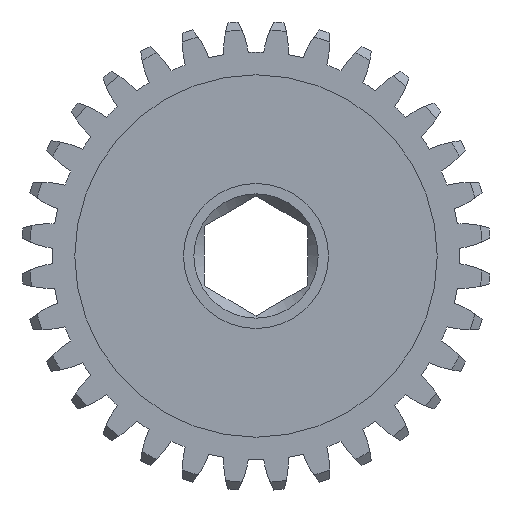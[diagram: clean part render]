
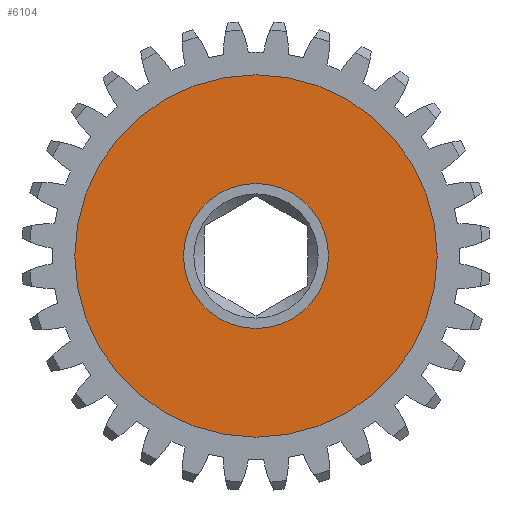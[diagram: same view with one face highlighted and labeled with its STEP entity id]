
A CAD part, left-side view. The second image highlights one B-rep face of the part: STEP entity #6104.
In plain terms, the highlighted planar face has unit normal (-1, 0, 0).
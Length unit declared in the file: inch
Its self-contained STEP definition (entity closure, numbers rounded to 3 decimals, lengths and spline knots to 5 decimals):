
#129 = VERTEX_POINT ( 'NONE', #1852 ) ;
#229 = EDGE_LOOP ( 'NONE', ( #1285, #565 ) ) ;
#427 = DIRECTION ( 'NONE',  ( 0., 0., 1. ) ) ;
#517 = CIRCLE ( 'NONE', #6298, 0.65625 ) ;
#565 = ORIENTED_EDGE ( 'NONE', *, *, #5121, .T. ) ;
#667 = EDGE_LOOP ( 'NONE', ( #2032, #5225 ) ) ;
#781 = CARTESIAN_POINT ( 'NONE',  ( 0.1375, 0., 0.65625 ) ) ;
#922 = EDGE_CURVE ( 'NONE', #129, #1827, #5351, .T. ) ;
#952 = AXIS2_PLACEMENT_3D ( 'NONE', #2356, #6978, #427 ) ;
#1166 = VERTEX_POINT ( 'NONE', #781 ) ;
#1285 = ORIENTED_EDGE ( 'NONE', *, *, #3953, .T. ) ;
#1507 = CARTESIAN_POINT ( 'NONE',  ( 0.1375, 0., 0. ) ) ;
#1604 = CARTESIAN_POINT ( 'NONE',  ( 0.1375, 0., 0. ) ) ;
#1827 = VERTEX_POINT ( 'NONE', #4139 ) ;
#1852 = CARTESIAN_POINT ( 'NONE',  ( 0.1375, 0., 0.2625 ) ) ;
#2032 = ORIENTED_EDGE ( 'NONE', *, *, #4931, .F. ) ;
#2355 = CARTESIAN_POINT ( 'NONE',  ( 0.1375, 0., 0. ) ) ;
#2356 = CARTESIAN_POINT ( 'NONE',  ( 0.1375, 0., 0. ) ) ;
#2937 = DIRECTION ( 'NONE',  ( -1., 0., 0. ) ) ;
#2981 = DIRECTION ( 'NONE',  ( 0., 0., 1. ) ) ;
#3506 = AXIS2_PLACEMENT_3D ( 'NONE', #1604, #2937, #2981 ) ;
#3953 = EDGE_CURVE ( 'NONE', #1166, #6498, #7393, .T. ) ;
#4076 = CARTESIAN_POINT ( 'NONE',  ( 0.1375, 0., 0. ) ) ;
#4139 = CARTESIAN_POINT ( 'NONE',  ( 0.1375, 0., -0.2625 ) ) ;
#4460 = DIRECTION ( 'NONE',  ( 0., 0., 1. ) ) ;
#4931 = EDGE_CURVE ( 'NONE', #1827, #129, #5539, .T. ) ;
#5087 = DIRECTION ( 'NONE',  ( -1., 0., 0. ) ) ;
#5121 = EDGE_CURVE ( 'NONE', #6498, #1166, #517, .T. ) ;
#5225 = ORIENTED_EDGE ( 'NONE', *, *, #922, .F. ) ;
#5351 = CIRCLE ( 'NONE', #952, 0.2625 ) ;
#5379 = DIRECTION ( 'NONE',  ( 0., 0., 1. ) ) ;
#5539 = CIRCLE ( 'NONE', #6404, 0.2625 ) ;
#5589 = CARTESIAN_POINT ( 'NONE',  ( 0.1375, 0., -0.65625 ) ) ;
#5886 = DIRECTION ( 'NONE',  ( 0., 0., 1. ) ) ;
#6104 = ADVANCED_FACE ( 'NONE', ( #6232, #6810 ), #6302, .T. ) ;
#6111 = AXIS2_PLACEMENT_3D ( 'NONE', #1507, #5087, #4460 ) ;
#6232 = FACE_BOUND ( 'NONE', #667, .T. ) ;
#6298 = AXIS2_PLACEMENT_3D ( 'NONE', #2355, #6545, #5379 ) ;
#6302 = PLANE ( 'NONE',  #6111 ) ;
#6404 = AXIS2_PLACEMENT_3D ( 'NONE', #4076, #6462, #5886 ) ;
#6462 = DIRECTION ( 'NONE',  ( -1., 0., 0. ) ) ;
#6498 = VERTEX_POINT ( 'NONE', #5589 ) ;
#6545 = DIRECTION ( 'NONE',  ( -1., 0., 0. ) ) ;
#6810 = FACE_OUTER_BOUND ( 'NONE', #229, .T. ) ;
#6978 = DIRECTION ( 'NONE',  ( -1., 0., 0. ) ) ;
#7393 = CIRCLE ( 'NONE', #3506, 0.65625 ) ;
